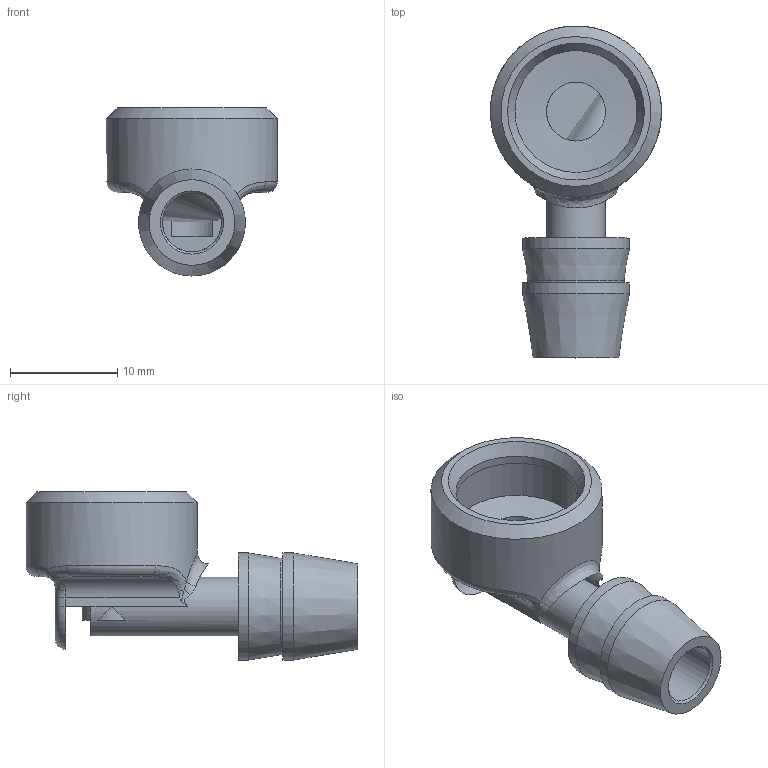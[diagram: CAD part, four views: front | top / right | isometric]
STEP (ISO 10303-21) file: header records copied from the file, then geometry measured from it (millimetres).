
FILE_DESCRIPTION((''),'2;1');
FILE_NAME('6286411904.stp','2015-09-25T10:30:00',('Ji��'),(''),'Autodesk Inventor 2012','Autodesk Inventor 2012','');
FILE_SCHEMA(('AUTOMOTIVE_DESIGN { 1 0 10303 214 1 1 1 1 }'));
Length unit declared in the file: millimetre
Products named in the file (1): 6286411904
Bounding box: 15.99 x 31 x 15.7 mm (x, y, z)
Volume: 1336.7 mm3; surface area: 1964.3 mm2
Topology: 1 solids, 1 shells, 62 faces, 134 edges, 79 vertices
Faces by surface type: cylinder 18, plane 15, bspline 15, cone 6, torus 6, sphere 2
Full cylindrical faces by diameter (mm): 5.5 x2, 8 x2, 9 x1, 10 x2, 11.4 x1, 11.6 x1, 16 x1
Entity records: 1999 total; most frequent: CARTESIAN_POINT 792, DIRECTION 239, ORIENTED_EDGE 228, EDGE_CURVE 114, AXIS2_PLACEMENT_3D 111, EDGE_LOOP 80, VERTEX_POINT 74, FACE_OUTER_BOUND 60
